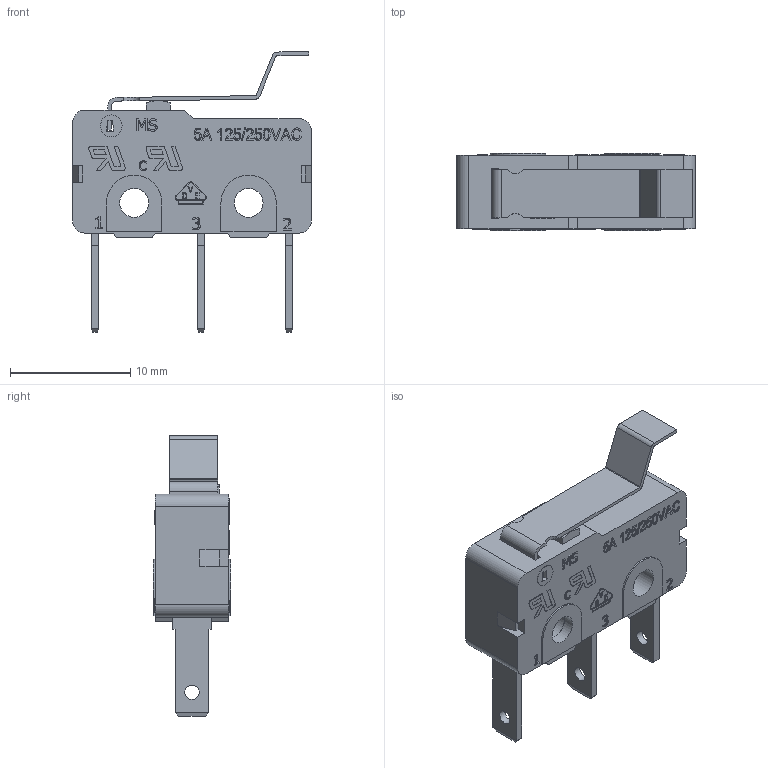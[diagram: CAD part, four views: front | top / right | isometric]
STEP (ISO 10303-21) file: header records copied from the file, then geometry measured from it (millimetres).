
FILE_DESCRIPTION((' '),'2;1');
FILE_NAME('MS085xx07FxxxC1A.stp','2017-08-02T10:19:53',(' '),(' '),' ','ACIS',' ');
FILE_SCHEMA(('CONFIG_CONTROL_DESIGN'));
Length unit declared in the file: inch
Products named in the file (1): MS085xx07FxxxC1A.stp
Bounding box: 19.8 x 6.4 x 23.31 mm (x, y, z)
Volume: 821 mm3; surface area: 1719.6 mm2
Topology: 1 solids, 4 shells, 767 faces, 2098 edges, 1394 vertices
Faces by surface type: plane 503, bspline 218, cylinder 46
Full cylindrical faces by diameter (mm): 1.2 x3, 1.8 x1, 2.4 x2, 2.5 x1
Entity records: 25278 total; most frequent: CARTESIAN_POINT 7120, ORIENTED_EDGE 4184, DIRECTION 2849, EDGE_CURVE 2092, VECTOR 1563, LINE 1563, VERTEX_POINT 1392, EDGE_LOOP 845
